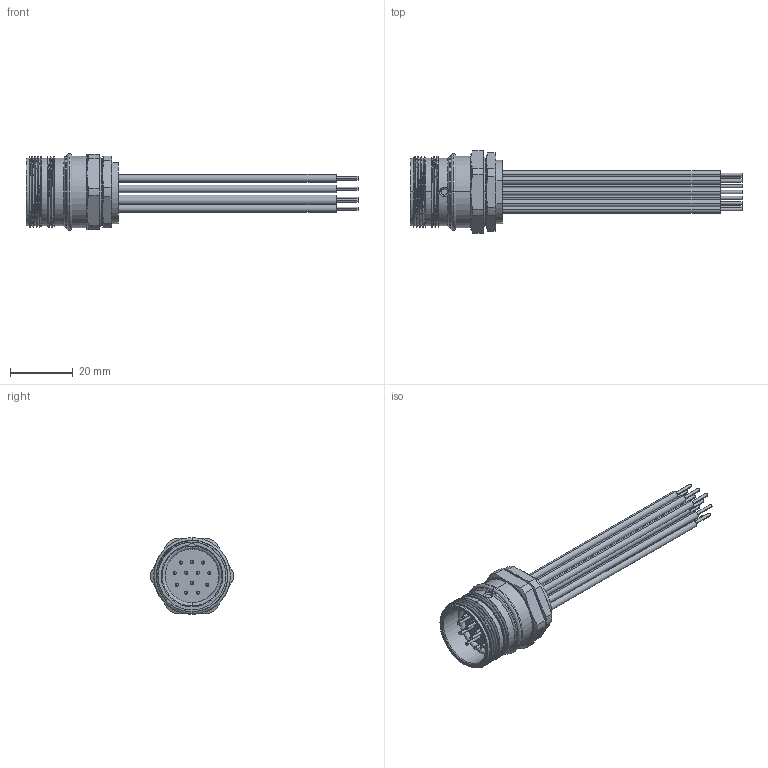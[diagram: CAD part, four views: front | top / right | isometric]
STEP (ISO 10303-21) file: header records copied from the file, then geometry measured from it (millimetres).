
FILE_DESCRIPTION((''),'2;1');
FILE_NAME('242017_SM01_ASM','2024-08-28T12:50:51',('banengservice'),('BANNER ENGINEERING'),'CREO PARAMETRIC BY PTC INC, 2022414','CREO PARAMETRIC BY PTC INC, 2022414','');
FILE_SCHEMA(('CONFIG_CONTROL_DESIGN'));
Length unit declared in the file: millimetre
Products named in the file (2): 242017_EP01; 242017_SM01_ASM
Assembly tree (1 placements, depth 2):
  242017_SM01_ASM
    242017_EP01
Bounding box: 106.2 x 26.49 x 24.5 mm (x, y, z)
Volume: 13383.5 mm3; surface area: 11182.8 mm2
Topology: 1 solids, 1 shells, 224 faces, 566 edges, 336 vertices
Faces by surface type: cylinder 117, plane 53, sphere 24, cone 14, torus 10, bspline 6
Entity records: 11515 total; most frequent: CARTESIAN_POINT 6221, DIRECTION 1176, ORIENTED_EDGE 1036, EDGE_CURVE 518, AXIS2_PLACEMENT_3D 509, VERTEX_POINT 336, CIRCLE 288, EDGE_LOOP 266
